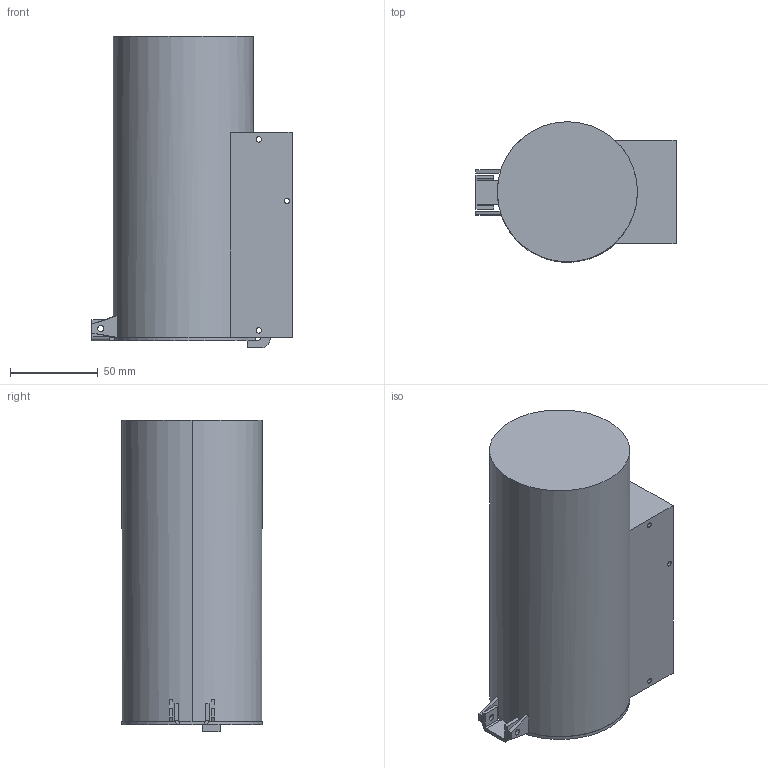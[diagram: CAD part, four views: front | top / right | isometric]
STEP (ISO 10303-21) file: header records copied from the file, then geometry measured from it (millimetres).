
FILE_DESCRIPTION (( 'STEP AP214' ), '1' );
FILE_NAME ('Deployer_3_with_Cansat.STEP', '2016-05-17T19:55:27', ( '' ), ( '' ), 'SwSTEP 2.0', 'SolidWorks 2015', '' );
FILE_SCHEMA (( 'AUTOMOTIVE_DESIGN' ));
Length unit declared in the file: millimetre
Products named in the file (16): Deployer_3_with_Cansat; Deployer_3_electronics_box; Deployer_3_ASY_Closed; horn; Arduino Pro Micro Sparkfun; MicroServo9g_Closed; MicroServo9g3; Deployer_3_door; MicroServo9g4; Battery 9V; Deployer_3_Tube_hinge_2; Deployer_3_Main_body; Cansat_max_envelope; Deployer_3_hook_2; MicroServo9g2; MirrorDeployer_3_Tube_hinge_2
Assembly tree (15 placements, depth 4):
  Deployer_3_with_Cansat
    Deployer_3_ASY_Closed
      Deployer_3_Main_body
      Deployer_3_door
      Deployer_3_Tube_hinge_2
      MirrorDeployer_3_Tube_hinge_2
      MicroServo9g_Closed
        horn
        MicroServo9g2
        MicroServo9g3
        MicroServo9g4
      Battery 9V
      Arduino Pro Micro Sparkfun
      Deployer_3_hook_2
      Deployer_3_electronics_box
    Cansat_max_envelope
Bounding box: 114.17 x 80 x 178 mm (x, y, z)
Volume: 723666.2 mm3; surface area: 208719.5 mm2
Topology: 17 solids, 17 shells, 1114 faces, 2919 edges, 1856 vertices
Faces by surface type: plane 644, cylinder 388, torus 52, sphere 16, cone 10, bspline 4
Entity records: 42156 total; most frequent: CARTESIAN_POINT 6133, DIRECTION 5990, ORIENTED_EDGE 5766, EDGE_CURVE 2883, AXIS2_PLACEMENT_3D 2005, LINE 1980, VECTOR 1980, VERTEX_POINT 1840
